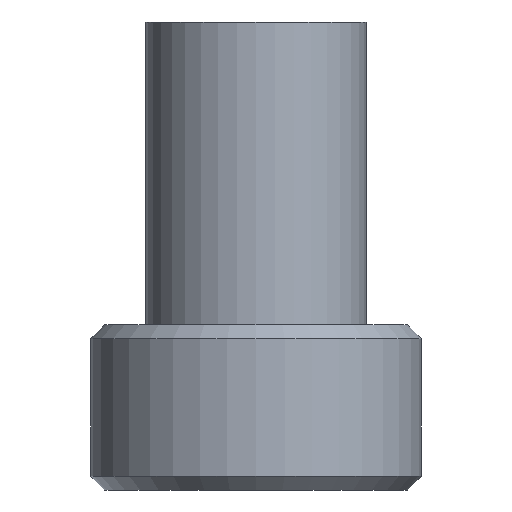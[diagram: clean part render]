
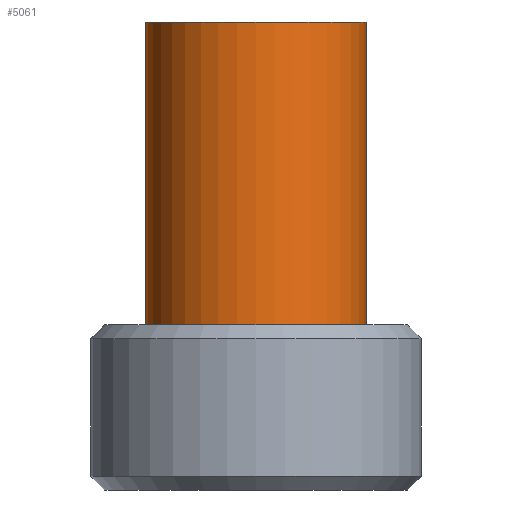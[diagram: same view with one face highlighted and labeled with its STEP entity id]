
A CAD part, left-side view. The second image highlights one B-rep face of the part: STEP entity #5061.
In plain terms, the highlighted cylindrical face has radius 4 mm (diameter 8 mm), a full revolution.
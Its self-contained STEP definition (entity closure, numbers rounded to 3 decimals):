
#48=CYLINDRICAL_SURFACE('',#5261,4.);
#54=CIRCLE('',#5245,4.);
#59=CIRCLE('',#5262,4.);
#473=FACE_OUTER_BOUND('',#782,.T.);
#782=EDGE_LOOP('',(#4502,#4503,#4504,#4505));
#1166=LINE('',#9542,#1548);
#1548=VECTOR('',#5865,4.);
#2359=VERTEX_POINT('',#9517);
#2364=VERTEX_POINT('',#9541);
#3079=EDGE_CURVE('',#2359,#2359,#54,.T.);
#3086=EDGE_CURVE('',#2359,#2364,#1166,.T.);
#3087=EDGE_CURVE('',#2364,#2364,#59,.T.);
#4502=ORIENTED_EDGE('',*,*,#3079,.T.);
#4503=ORIENTED_EDGE('',*,*,#3086,.T.);
#4504=ORIENTED_EDGE('',*,*,#3087,.F.);
#4505=ORIENTED_EDGE('',*,*,#3086,.F.);
#5061=ADVANCED_FACE('',(#473),#48,.T.);
#5245=AXIS2_PLACEMENT_3D('',#9518,#5829,#5830);
#5261=AXIS2_PLACEMENT_3D('',#9540,#5863,#5864);
#5262=AXIS2_PLACEMENT_3D('',#9543,#5866,#5867);
#5829=DIRECTION('center_axis',(0.,0.,-1.));
#5830=DIRECTION('ref_axis',(-1.,0.,0.));
#5863=DIRECTION('center_axis',(0.,0.,1.));
#5864=DIRECTION('ref_axis',(-1.,0.,0.));
#5865=DIRECTION('',(0.,0.,-1.));
#5866=DIRECTION('center_axis',(0.,0.,-1.));
#5867=DIRECTION('ref_axis',(-1.,0.,0.));
#9517=CARTESIAN_POINT('',(4.,0.,11.));
#9518=CARTESIAN_POINT('Origin',(0.,0.,11.));
#9540=CARTESIAN_POINT('Origin',(0.,0.,0.));
#9541=CARTESIAN_POINT('',(4.,0.,0.));
#9542=CARTESIAN_POINT('',(4.,0.,0.));
#9543=CARTESIAN_POINT('Origin',(0.,0.,0.));
